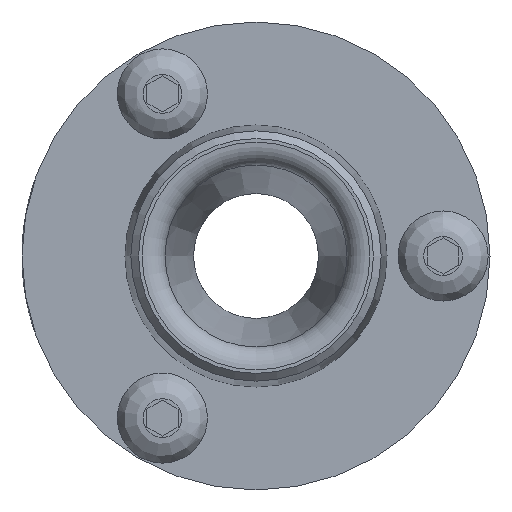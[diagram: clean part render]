
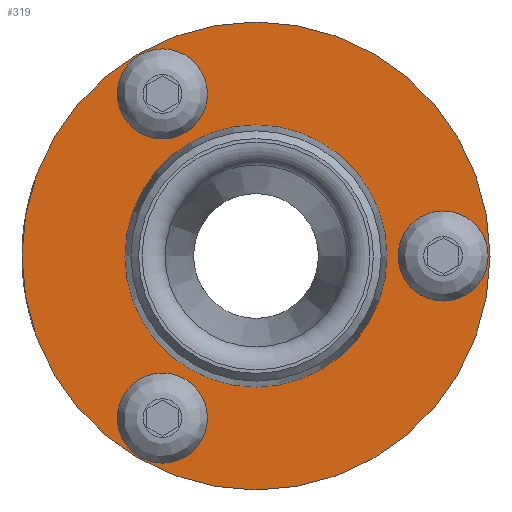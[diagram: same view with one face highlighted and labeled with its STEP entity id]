
A CAD part, left-side view. The second image highlights one B-rep face of the part: STEP entity #319.
In plain terms, the highlighted planar face has unit normal (-1, 0, 0).
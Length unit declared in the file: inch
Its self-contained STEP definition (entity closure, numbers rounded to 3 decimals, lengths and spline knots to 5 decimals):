
#124=CARTESIAN_POINT('',(14.11692,10.55469,0.7038));
#125=VERTEX_POINT('',#124);
#126=CARTESIAN_POINT('',(14.11692,10.64908,0.6493));
#127=DIRECTION('',(1.,0.,0.));
#128=DIRECTION('',(0.,0.866,-0.5));
#129=AXIS2_PLACEMENT_3D('',#126,#127,#128);
#130=CIRCLE('',#129,0.109);
#131=EDGE_CURVE('',#125,#125,#130,.T.);
#152=CARTESIAN_POINT('',(14.11692,10.74348,-0.5948));
#153=VERTEX_POINT('',#152);
#154=CARTESIAN_POINT('',(14.11692,10.64908,-0.6493));
#155=DIRECTION('',(1.0,0.,0.));
#156=DIRECTION('',(0.,-0.866,-0.5));
#157=AXIS2_PLACEMENT_3D('',#154,#155,#156);
#158=CIRCLE('',#157,0.109);
#159=EDGE_CURVE('',#153,#153,#158,.T.);
#180=CARTESIAN_POINT('',(14.11692,9.52446,-0.109));
#181=VERTEX_POINT('',#180);
#182=CARTESIAN_POINT('',(14.11692,9.52446,0.0));
#183=DIRECTION('',(1.0,0.0,0.0));
#184=DIRECTION('',(0.0,0.0,1.0));
#185=AXIS2_PLACEMENT_3D('',#182,#183,#184);
#186=CIRCLE('',#185,0.109);
#187=EDGE_CURVE('',#181,#181,#186,.T.);
#276=CARTESIAN_POINT('',(14.11692,10.74921,0.0));
#277=VERTEX_POINT('',#276);
#278=CARTESIAN_POINT('',(14.11692,10.27421,0.0));
#279=DIRECTION('',(1.0,0.0,0.0));
#280=DIRECTION('',(0.0,1.0,0.0));
#281=AXIS2_PLACEMENT_3D('',#278,#279,#280);
#282=CIRCLE('',#281,0.475);
#283=EDGE_CURVE('',#277,#277,#282,.T.);
#291=CARTESIAN_POINT('',(14.11692,10.98046,0.0));
#292=DIRECTION('',(-1.0,0.0,0.0));
#293=DIRECTION('',(0.0,0.0,1.0));
#294=AXIS2_PLACEMENT_3D('',#291,#292,#293);
#295=PLANE('',#294);
#296=CARTESIAN_POINT('',(14.11692,11.21171,0.0));
#297=VERTEX_POINT('',#296);
#298=CARTESIAN_POINT('',(14.11692,10.27421,0.0));
#299=DIRECTION('',(1.0,0.0,0.0));
#300=DIRECTION('',(0.0,1.0,0.0));
#301=AXIS2_PLACEMENT_3D('',#298,#299,#300);
#302=CIRCLE('',#301,0.9375);
#303=EDGE_CURVE('',#297,#297,#302,.T.);
#304=ORIENTED_EDGE('',*,*,#303,.F.);
#305=EDGE_LOOP('',(#304));
#306=FACE_OUTER_BOUND('',#305,.T.);
#307=ORIENTED_EDGE('',*,*,#131,.T.);
#308=EDGE_LOOP('',(#307));
#309=FACE_BOUND('',#308,.T.);
#310=ORIENTED_EDGE('',*,*,#159,.T.);
#311=EDGE_LOOP('',(#310));
#312=FACE_BOUND('',#311,.T.);
#313=ORIENTED_EDGE('',*,*,#187,.T.);
#314=EDGE_LOOP('',(#313));
#315=FACE_BOUND('',#314,.T.);
#316=ORIENTED_EDGE('',*,*,#283,.T.);
#317=EDGE_LOOP('',(#316));
#318=FACE_BOUND('',#317,.T.);
#319=ADVANCED_FACE('',(#306,#309,#312,#315,#318),#295,.T.);
